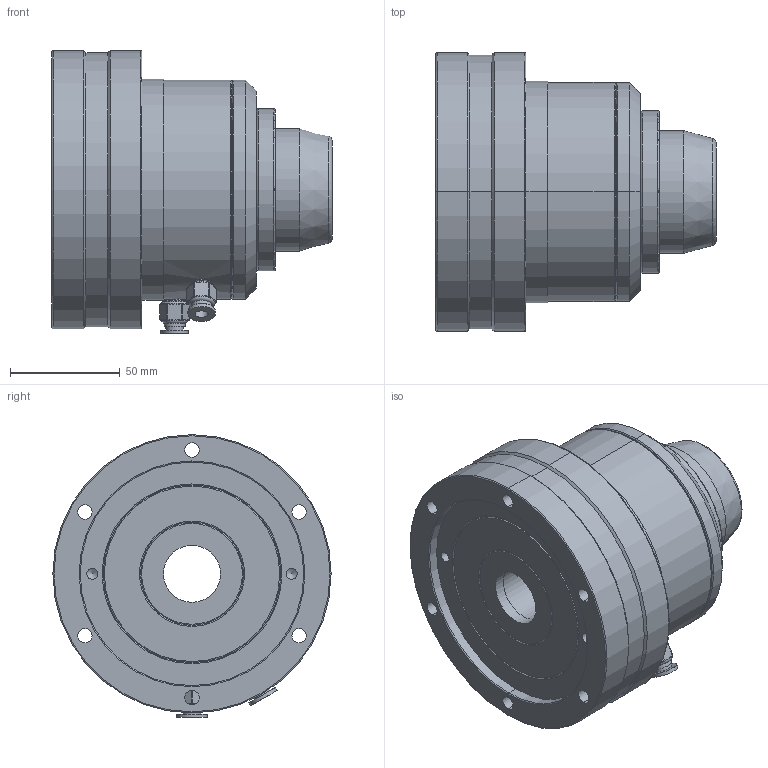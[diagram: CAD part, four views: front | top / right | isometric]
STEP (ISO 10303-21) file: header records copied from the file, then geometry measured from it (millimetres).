
FILE_DESCRIPTION (( 'STEP AP214' ), '1' );
FILE_NAME ('GAL-W25.STEP', '2023-09-22T03:06:08', ( '' ), ( '' ), 'SwSTEP 2.0', 'SolidWorks 2023', '' );
FILE_SCHEMA (( 'AUTOMOTIVE_DESIGN' ));
Length unit declared in the file: millimetre
Products named in the file (4): GAL-W25; M10 气嘴; GAL-W25 盖子; GAL-W25 本体
Assembly tree (4 placements, depth 2):
  GAL-W25
    GAL-W25 本体
    M10 气嘴  x2
    GAL-W25 盖子
Bounding box: 127.8 x 127 x 129 mm (x, y, z)
Volume: 893347.8 mm3; surface area: 102809.6 mm2
Topology: 5 solids, 5 shells, 534 faces, 1335 edges, 783 vertices
Faces by surface type: plane 189, cylinder 147, bspline 113, cone 36, torus 25, sphere 24
Full cylindrical faces by diameter (mm): 2.9 x8, 4.5 x4, 5 x2, 6 x2, 7.5 x4, 8 x2, 9.5 x2, 26 x2, 47 x1, 49.55 x1, 50.7 x1, 56 x1, 74 x1, 99 x1
Entity records: 22397 total; most frequent: CARTESIAN_POINT 9439, ORIENTED_EDGE 1850, DIRECTION 1790, EDGE_CURVE 925, AXIS2_PLACEMENT_3D 669, VERTEX_POINT 611, EDGE_LOOP 558, FACE_OUTER_BOUND 467
